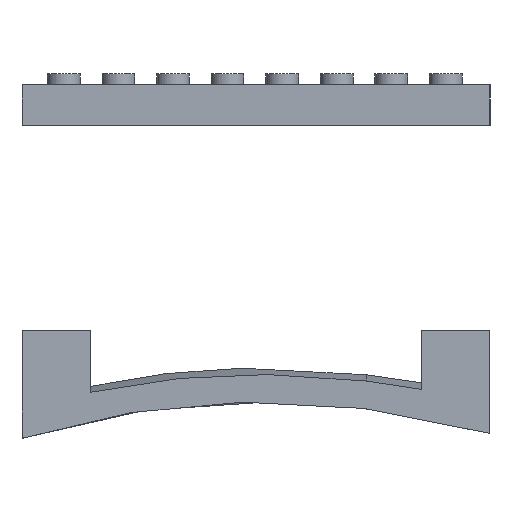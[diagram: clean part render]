
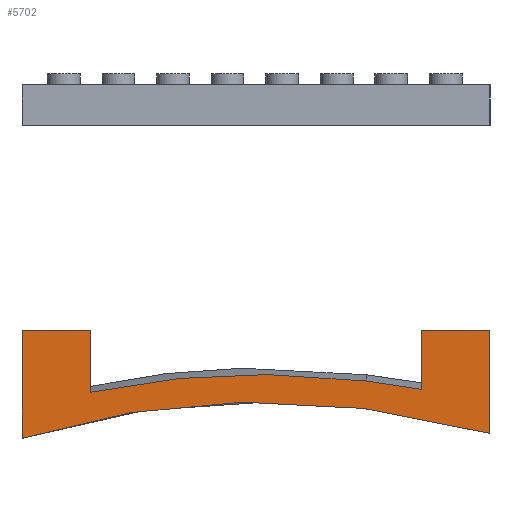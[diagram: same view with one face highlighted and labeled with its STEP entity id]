
A CAD part, left-side view. The second image highlights one B-rep face of the part: STEP entity #5702.
In plain terms, the highlighted planar face has unit normal (-1, 0, 0).
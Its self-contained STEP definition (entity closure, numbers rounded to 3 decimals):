
#399=B_SPLINE_CURVE_WITH_KNOTS('',3,(#8952,#8953,#8954,#8955,#8956,#8957,
#8958),.UNSPECIFIED.,.F.,.F.,(4,3,4),(-0.842,-0.386,
-0.019),.UNSPECIFIED.);
#404=B_SPLINE_CURVE_WITH_KNOTS('',3,(#9278,#9279,#9280,#9281,#9282,#9283,
#9284,#9285),.UNSPECIFIED.,.F.,.F.,(4,2,2,4),(-5.078,-3.889,
-2.579,-1.146),.UNSPECIFIED.);
#407=B_SPLINE_CURVE_WITH_KNOTS('',3,(#9304,#9305,#9306,#9307,#9308,#9309,
#9310,#9311),.UNSPECIFIED.,.F.,.F.,(4,2,2,4),(-4.967,-3.831,
-2.558,-0.052),.UNSPECIFIED.);
#408=B_SPLINE_CURVE_WITH_KNOTS('',3,(#9312,#9313,#9314,#9315),
 .UNSPECIFIED.,.F.,.F.,(4,4),(-1.9,0.),
 .UNSPECIFIED.);
#426=PLANE('',#6083);
#556=FACE_OUTER_BOUND('',#920,.T.);
#920=EDGE_LOOP('',(#3986,#3987,#3988,#3989,#3990,#3991,#3992,#3993,#3994,
#3995));
#1629=LINE('',#8881,#1911);
#1632=LINE('',#8887,#1914);
#1633=LINE('',#8905,#1915);
#1636=LINE('',#8911,#1918);
#1639=LINE('',#9288,#1921);
#1641=LINE('',#9302,#1923);
#1911=VECTOR('',#6916,10.);
#1914=VECTOR('',#6921,10.);
#1915=VECTOR('',#6924,10.);
#1918=VECTOR('',#6929,10.);
#1921=VECTOR('',#6934,10.);
#1923=VECTOR('',#6938,10.);
#2656=VERTEX_POINT('',#8813);
#2659=VERTEX_POINT('',#8879);
#2661=VERTEX_POINT('',#8885);
#2664=VERTEX_POINT('',#8897);
#2665=VERTEX_POINT('',#8904);
#2667=VERTEX_POINT('',#8910);
#2670=VERTEX_POINT('',#8944);
#2672=VERTEX_POINT('',#9287);
#2675=VERTEX_POINT('',#9301);
#2676=VERTEX_POINT('',#9303);
#3173=EDGE_CURVE('',#2659,#2656,#1629,.T.);
#3176=EDGE_CURVE('',#2659,#2661,#1632,.T.);
#3179=EDGE_CURVE('',#2665,#2664,#1633,.T.);
#3182=EDGE_CURVE('',#2665,#2667,#1636,.T.);
#3187=EDGE_CURVE('',#2664,#2670,#399,.T.);
#3192=EDGE_CURVE('',#2670,#2656,#404,.T.);
#3193=EDGE_CURVE('',#2667,#2672,#1639,.T.);
#3197=EDGE_CURVE('',#2661,#2675,#1641,.T.);
#3198=EDGE_CURVE('',#2676,#2675,#407,.T.);
#3199=EDGE_CURVE('',#2672,#2676,#408,.T.);
#3986=ORIENTED_EDGE('',*,*,#3187,.T.);
#3987=ORIENTED_EDGE('',*,*,#3192,.T.);
#3988=ORIENTED_EDGE('',*,*,#3173,.F.);
#3989=ORIENTED_EDGE('',*,*,#3176,.T.);
#3990=ORIENTED_EDGE('',*,*,#3197,.T.);
#3991=ORIENTED_EDGE('',*,*,#3198,.F.);
#3992=ORIENTED_EDGE('',*,*,#3199,.F.);
#3993=ORIENTED_EDGE('',*,*,#3193,.F.);
#3994=ORIENTED_EDGE('',*,*,#3182,.F.);
#3995=ORIENTED_EDGE('',*,*,#3179,.T.);
#5702=ADVANCED_FACE('',(#556),#426,.T.);
#6083=AXIS2_PLACEMENT_3D('',#9300,#6936,#6937);
#6916=DIRECTION('',(0.,0.,-1.));
#6921=DIRECTION('',(0.,1.,0.));
#6924=DIRECTION('',(0.,0.,-1.));
#6929=DIRECTION('',(0.,-1.,0.));
#6934=DIRECTION('',(0.,0.,-1.));
#6936=DIRECTION('center_axis',(-1.,0.,0.));
#6937=DIRECTION('ref_axis',(0.,1.,0.));
#6938=DIRECTION('',(0.,0.,-1.));
#8813=CARTESIAN_POINT('',(-14.,-17.616,10.911));
#8879=CARTESIAN_POINT('',(-14.,-17.616,20.));
#8881=CARTESIAN_POINT('',(-14.,-17.616,20.));
#8885=CARTESIAN_POINT('',(-14.,-7.616,20.));
#8887=CARTESIAN_POINT('',(-14.,-17.616,20.));
#8897=CARTESIAN_POINT('',(-14.,-66.217,11.338));
#8904=CARTESIAN_POINT('',(-14.,-66.217,20.));
#8905=CARTESIAN_POINT('',(-14.,-66.217,20.));
#8910=CARTESIAN_POINT('',(-14.,-76.217,20.));
#8911=CARTESIAN_POINT('',(-14.,-66.217,20.));
#8944=CARTESIAN_POINT('',(-14.,-58.081,12.557));
#8952=CARTESIAN_POINT('Ctrl Pts',(-14.,-66.217,11.338));
#8953=CARTESIAN_POINT('Ctrl Pts',(-14.,-64.723,11.61));
#8954=CARTESIAN_POINT('Ctrl Pts',(-14.,-63.223,11.856));
#8955=CARTESIAN_POINT('Ctrl Pts',(-14.,-61.72,12.076));
#8956=CARTESIAN_POINT('Ctrl Pts',(-14.,-60.509,12.253));
#8957=CARTESIAN_POINT('Ctrl Pts',(-14.,-59.296,12.413));
#8958=CARTESIAN_POINT('Ctrl Pts',(-14.,-58.081,12.557));
#9278=CARTESIAN_POINT('Ctrl Pts',(-14.,-58.081,12.557));
#9279=CARTESIAN_POINT('Ctrl Pts',(-14.,-53.678,13.077));
#9280=CARTESIAN_POINT('Ctrl Pts',(-14.,-48.98,13.384));
#9281=CARTESIAN_POINT('Ctrl Pts',(-14.,-40.317,13.592));
#9282=CARTESIAN_POINT('Ctrl Pts',(-14.,-36.233,13.453));
#9283=CARTESIAN_POINT('Ctrl Pts',(-14.,-27.131,12.63));
#9284=CARTESIAN_POINT('Ctrl Pts',(-14.,-22.343,11.904));
#9285=CARTESIAN_POINT('Ctrl Pts',(-14.,-17.616,10.911));
#9287=CARTESIAN_POINT('',(-14.,-76.217,4.889));
#9288=CARTESIAN_POINT('',(-14.,-76.217,20.));
#9300=CARTESIAN_POINT('Origin',(-14.,-76.217,20.));
#9301=CARTESIAN_POINT('',(-14.,-7.616,4.174));
#9302=CARTESIAN_POINT('',(-14.,-7.616,20.));
#9303=CARTESIAN_POINT('',(-14.,-57.616,8.547));
#9304=CARTESIAN_POINT('Ctrl Pts',(-14.,-57.616,8.547));
#9305=CARTESIAN_POINT('Ctrl Pts',(-14.,-53.387,9.047));
#9306=CARTESIAN_POINT('Ctrl Pts',(-14.,-48.922,9.341));
#9307=CARTESIAN_POINT('Ctrl Pts',(-14.,-40.589,9.553));
#9308=CARTESIAN_POINT('Ctrl Pts',(-14.,-36.616,9.427));
#9309=CARTESIAN_POINT('Ctrl Pts',(-14.,-24.053,8.31));
#9310=CARTESIAN_POINT('Ctrl Pts',(-14.,-15.607,6.629));
#9311=CARTESIAN_POINT('Ctrl Pts',(-14.,-7.616,4.174));
#9312=CARTESIAN_POINT('Ctrl Pts',(-14.,-76.217,4.889));
#9313=CARTESIAN_POINT('Ctrl Pts',(-14.,-70.139,6.6));
#9314=CARTESIAN_POINT('Ctrl Pts',(-14.,-63.905,7.802));
#9315=CARTESIAN_POINT('Ctrl Pts',(-14.,-57.616,8.547));
